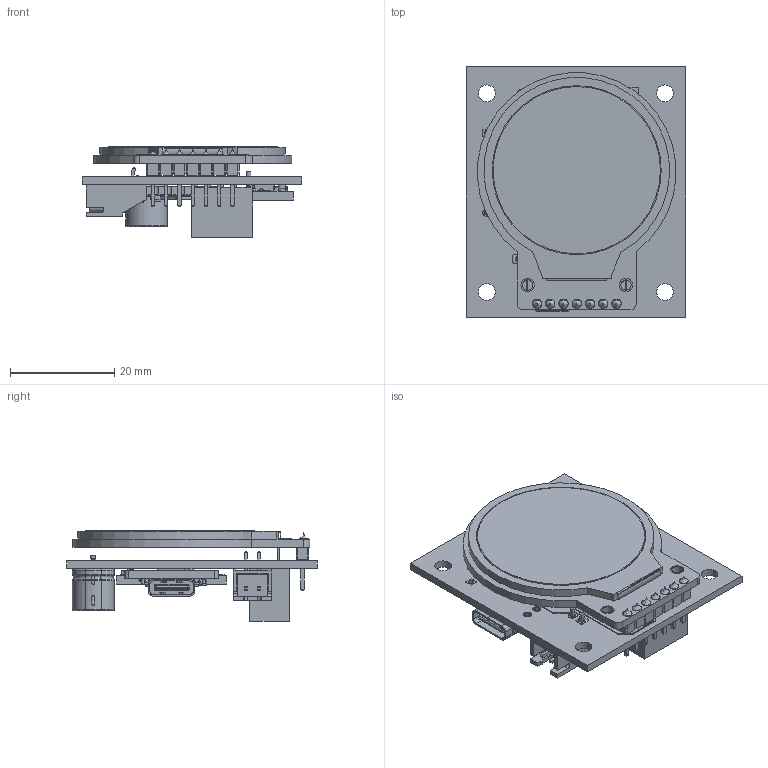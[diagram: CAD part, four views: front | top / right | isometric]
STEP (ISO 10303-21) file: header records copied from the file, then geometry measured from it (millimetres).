
FILE_DESCRIPTION(/* description */ ('KiCad electronic assembly'),/* implementation_level */ '2;1');
FILE_NAME(/* name */ 'inclinometre.step',/* time_stamp */ '2026-02-10T10:54:13+01:00',/* author */ (''),/* organization */ (''),/* preprocessor_version */ 'ST-DEVELOPER v20.1',/* originating_system */ 'Autodesk Translation Framework v14.21.0.0',/* authorisation */ '');
FILE_SCHEMA (('AUTOMOTIVE_DESIGN { 1 0 10303 214 3 1 1 }'));
Products named in the file (23): inclinometre 1; JST_XH_S2B-XH-A_1x02_P2.50mm_Horizontal; D_DO-15_P10.16mm_Horizontal; CP_Radial_D8.0mm_P3.50mm; inclinometre_copper; inclinometre_pad; inclinometre_via; inclinometre_PCB; Teyleten Robot 1.28 Inch GC9A01 240x240; TFT-Round-1.28 v1; Component5; Component6; Component4; RP2040-ZERO-WAVESHARE without headers; 2026-02-10-10-33-43-748; 2026-02-10-10-33-44-021; 2026-02-10-10-33-44-116; 2026-02-10-10-33-44-133; SOLID; 0603 Resistor; 0603 Capacitor; 2026-02-10-10-33-44-014; TSR 1
Assembly tree (34 placements, depth 4):
  inclinometre 1
    JST_XH_S2B-XH-A_1x02_P2.50mm_Horizontal
    D_DO-15_P10.16mm_Horizontal
    CP_Radial_D8.0mm_P3.50mm
    inclinometre_copper
    inclinometre_pad
    inclinometre_via
    inclinometre_PCB
    Teyleten Robot 1.28 Inch GC9A01 240x240
      TFT-Round-1.28 v1
        Component5
      Component6
        Component4
    RP2040-ZERO-WAVESHARE without headers
    2026-02-10-10-33-43-748
      2026-02-10-10-33-44-021
      2026-02-10-10-33-44-116
      2026-02-10-10-33-44-133
      SOLID
      0603 Resistor  x7
      0603 Capacitor  x6
      2026-02-10-10-33-44-014  x2
    TSR 1
Bounding box: 42 x 48 x 17.42 mm (x, y, z)
Volume: 9676 mm3; surface area: 17325.9 mm2
Topology: 312 solids, 360 shells, 5585 faces, 14015 edges, 9265 vertices
Faces by surface type: plane 3582, bspline 1080, cylinder 894, torus 27, cone 2
Full cylindrical faces by diameter (mm): 0.25 x2, 0.275 x2, 0.3 x1, 0.376 x1, 0.4 x1, 0.5 x2, 0.75 x6, 0.8 x4, 0.9 x22, 0.95 x114, 1 x80, 1.15 x6, 1.2 x39, 1.25 x2, 1.422 x2, 1.508 x34, 1.6 x2, 1.7 x16, 1.75 x36, 2 x4, 2.4 x2, 2.533 x6, 3.2 x4, 3.6 x2, 3.62 x1, 5.6 x1, 32.4 x1
Entity records: 173517 total; most frequent: CARTESIAN_POINT 47602, ORIENTED_EDGE 26653, DIRECTION 21504, EDGE_CURVE 13332, LINE 9358, VECTOR 9358, VERTEX_POINT 8827, AXIS2_PLACEMENT_3D 6073
